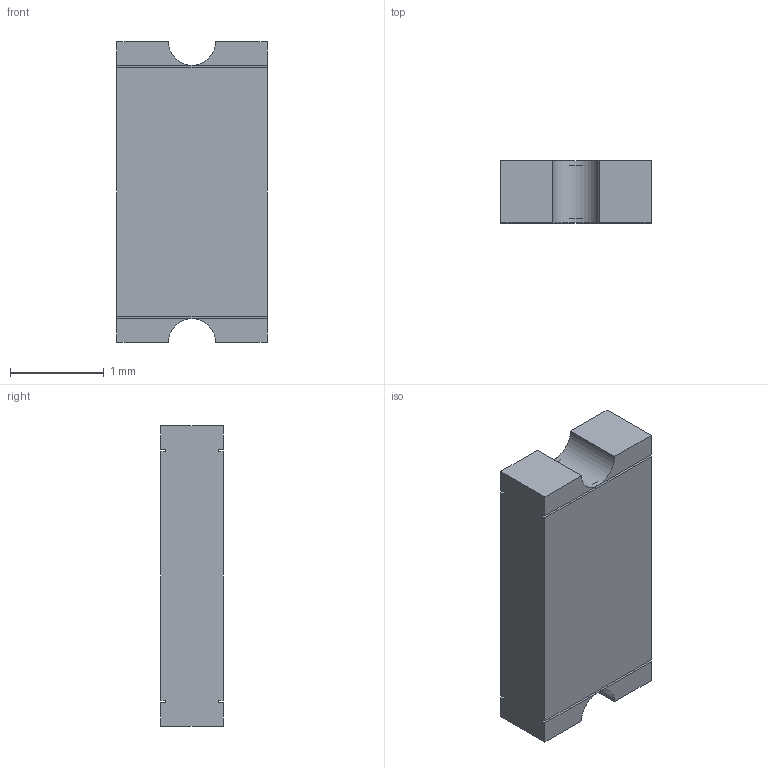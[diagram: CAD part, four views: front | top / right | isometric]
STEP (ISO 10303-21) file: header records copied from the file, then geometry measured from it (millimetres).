
FILE_DESCRIPTION((''),'2;1');
FILE_NAME('MF-NSMF020','2012-07-24T',('ryans'),('Bourns, Inc.'),'PRO/ENGINEER BY PARAMETRIC TECHNOLOGY CORPORATION, 2010100','PRO/ENGINEER BY PARAMETRIC TECHNOLOGY CORPORATION, 2010100','');
FILE_SCHEMA(('CONFIG_CONTROL_DESIGN'));
Length unit declared in the file: millimetre
Products named in the file (1): MF-NSMF020
Bounding box: 1.6 x 0.67 x 3.2 mm (x, y, z)
Volume: 3.3 mm3; surface area: 17.2 mm2
Topology: 1 solids, 1 shells, 30 faces, 80 edges, 52 vertices
Faces by surface type: plane 28, cylinder 2
Entity records: 958 total; most frequent: CARTESIAN_POINT 162, ORIENTED_EDGE 160, DIRECTION 148, EDGE_CURVE 80, VECTOR 72, LINE 72, VERTEX_POINT 52, AXIS2_PLACEMENT_3D 38
